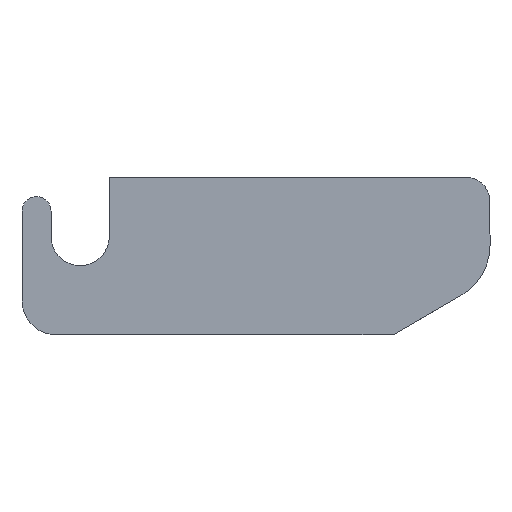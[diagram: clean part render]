
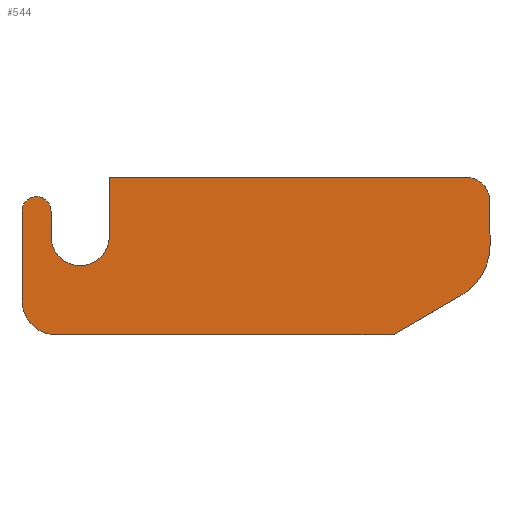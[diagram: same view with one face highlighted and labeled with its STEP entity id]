
A CAD part, top view. The second image highlights one B-rep face of the part: STEP entity #544.
In plain terms, the highlighted planar face has unit normal (0, 0, 1).
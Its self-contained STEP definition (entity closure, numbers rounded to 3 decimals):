
#4 = EDGE_CURVE ( 'NONE', #196, #177, #210, .T. ) ;
#5 = EDGE_CURVE ( 'NONE', #186, #195, #152, .T. ) ;
#6 = EDGE_CURVE ( 'NONE', #195, #179, #153, .T. ) ;
#7 = EDGE_CURVE ( 'NONE', #181, #186, #214, .T. ) ;
#10 = EDGE_CURVE ( 'NONE', #182, #181, #155, .T. ) ;
#12 = EDGE_CURVE ( 'NONE', #184, #182, #261, .T. ) ;
#15 = EDGE_CURVE ( 'NONE', #178, #175, #409, .T. ) ;
#19 = EDGE_CURVE ( 'NONE', #175, #184, #413, .T. ) ;
#21 = EDGE_CURVE ( 'NONE', #179, #193, #271, .T. ) ;
#24 = EDGE_CURVE ( 'NONE', #193, #190, #417, .T. ) ;
#26 = EDGE_CURVE ( 'NONE', #177, #189, #419, .T. ) ;
#39 = CIRCLE ( 'NONE', #43, 6. ) ;
#43 = AXIS2_PLACEMENT_3D ( 'NONE', #507, #508, #509 ) ;
#44 = AXIS2_PLACEMENT_3D ( 'NONE', #517, #518, #519 ) ;
#58 = CARTESIAN_POINT ( 'NONE',  ( -18., 10.5, 3. ) ) ;
#59 = DIRECTION ( 'NONE',  ( 0., 0., 1. ) ) ;
#60 = DIRECTION ( 'NONE',  ( 1., 0., 0. ) ) ;
#61 = CARTESIAN_POINT ( 'NONE',  ( 12., 24.5, 3. ) ) ;
#62 = DIRECTION ( 'NONE',  ( -1., 0., 0. ) ) ;
#63 = CARTESIAN_POINT ( 'NONE',  ( 12., 0., 3. ) ) ;
#64 = DIRECTION ( 'NONE',  ( 0., -1., 0. ) ) ;
#65 = CARTESIAN_POINT ( 'NONE',  ( 159., 14.5, 3. ) ) ;
#66 = DIRECTION ( 'NONE',  ( 0., 0., 1. ) ) ;
#67 = DIRECTION ( 'NONE',  ( -1., 0., 0. ) ) ;
#73 = CARTESIAN_POINT ( 'NONE',  ( 169., 14.5, 3. ) ) ;
#74 = DIRECTION ( 'NONE',  ( 0., 1., 0. ) ) ;
#75 = DIRECTION ( 'NONE',  ( 0., 0., -1. ) ) ;
#76 = DIRECTION ( 'NONE',  ( 1., 0., 0. ) ) ;
#80 = CARTESIAN_POINT ( 'NONE',  ( 129., -40.5, 3. ) ) ;
#81 = DIRECTION ( 'NONE',  ( 1., 0., 0. ) ) ;
#86 = ORIENTED_EDGE ( 'NONE', *, *, #26, .T. ) ;
#96 = ORIENTED_EDGE ( 'NONE', *, *, #403, .T. ) ;
#99 = ORIENTED_EDGE ( 'NONE', *, *, #274, .T. ) ;
#100 = ORIENTED_EDGE ( 'NONE', *, *, #24, .T. ) ;
#101 = ORIENTED_EDGE ( 'NONE', *, *, #6, .T. ) ;
#103 = ORIENTED_EDGE ( 'NONE', *, *, #5, .T. ) ;
#104 = ORIENTED_EDGE ( 'NONE', *, *, #10, .T. ) ;
#105 = ORIENTED_EDGE ( 'NONE', *, *, #21, .T. ) ;
#107 = ORIENTED_EDGE ( 'NONE', *, *, #12, .T. ) ;
#108 = ORIENTED_EDGE ( 'NONE', *, *, #7, .T. ) ;
#109 = ORIENTED_EDGE ( 'NONE', *, *, #19, .T. ) ;
#110 = ORIENTED_EDGE ( 'NONE', *, *, #4, .T. ) ;
#111 = ORIENTED_EDGE ( 'NONE', *, *, #15, .T. ) ;
#152 = LINE ( 'NONE', #61, #205 ) ;
#153 = LINE ( 'NONE', #63, #467 ) ;
#155 = LINE ( 'NONE', #73, #260 ) ;
#156 = DIRECTION ( 'NONE',  ( 0.866, 0.5, 0. ) ) ;
#175 = VERTEX_POINT ( 'NONE', #338 ) ;
#177 = VERTEX_POINT ( 'NONE', #340 ) ;
#178 = VERTEX_POINT ( 'NONE', #341 ) ;
#179 = VERTEX_POINT ( 'NONE', #342 ) ;
#181 = VERTEX_POINT ( 'NONE', #344 ) ;
#182 = VERTEX_POINT ( 'NONE', #345 ) ;
#184 = VERTEX_POINT ( 'NONE', #347 ) ;
#186 = VERTEX_POINT ( 'NONE', #349 ) ;
#189 = VERTEX_POINT ( 'NONE', #352 ) ;
#190 = VERTEX_POINT ( 'NONE', #353 ) ;
#193 = VERTEX_POINT ( 'NONE', #356 ) ;
#195 = VERTEX_POINT ( 'NONE', #358 ) ;
#196 = VERTEX_POINT ( 'NONE', #359 ) ;
#205 = VECTOR ( 'NONE', #62, 1000. ) ;
#210 = CIRCLE ( 'NONE', #212, 6. ) ;
#212 = AXIS2_PLACEMENT_3D ( 'NONE', #58, #59, #60 ) ;
#214 = CIRCLE ( 'NONE', #255, 10. ) ;
#236 = VECTOR ( 'NONE', #328, 1000. ) ;
#238 = VECTOR ( 'NONE', #332, 1000. ) ;
#241 = CIRCLE ( 'NONE', #243, 14. ) ;
#243 = AXIS2_PLACEMENT_3D ( 'NONE', #363, #364, #365 ) ;
#255 = AXIS2_PLACEMENT_3D ( 'NONE', #65, #66, #67 ) ;
#260 = VECTOR ( 'NONE', #74, 1000. ) ;
#261 = CIRCLE ( 'NONE', #263, 24. ) ;
#263 = AXIS2_PLACEMENT_3D ( 'NONE', #402, #398, #399 ) ;
#266 = VECTOR ( 'NONE', #81, 1000. ) ;
#270 = VECTOR ( 'NONE', #156, 1000. ) ;
#271 = CIRCLE ( 'NONE', #273, 12. ) ;
#273 = AXIS2_PLACEMENT_3D ( 'NONE', #404, #75, #76 ) ;
#274 = EDGE_CURVE ( 'NONE', #189, #178, #241, .T. ) ;
#307 = EDGE_LOOP ( 'NONE', ( #96, #110, #86, #99, #111, #109, #107, #104, #108, #103, #101, #105, #100 ) ) ;
#327 = CARTESIAN_POINT ( 'NONE',  ( -12., 16.5, 3. ) ) ;
#328 = DIRECTION ( 'NONE',  ( 0., 1., 0. ) ) ;
#331 = CARTESIAN_POINT ( 'NONE',  ( -24., -26.5, 3. ) ) ;
#332 = DIRECTION ( 'NONE',  ( 0., -1., 0. ) ) ;
#338 = CARTESIAN_POINT ( 'NONE',  ( 129., -40.5, 3. ) ) ;
#340 = CARTESIAN_POINT ( 'NONE',  ( -24., 10.5, 3. ) ) ;
#341 = CARTESIAN_POINT ( 'NONE',  ( -10., -40.5, 3. ) ) ;
#342 = CARTESIAN_POINT ( 'NONE',  ( 12., 0., 3. ) ) ;
#344 = CARTESIAN_POINT ( 'NONE',  ( 169., 14.5, 3. ) ) ;
#345 = CARTESIAN_POINT ( 'NONE',  ( 169., -3.55, 3. ) ) ;
#347 = CARTESIAN_POINT ( 'NONE',  ( 157., -24.334, 3. ) ) ;
#349 = CARTESIAN_POINT ( 'NONE',  ( 159., 24.5, 3. ) ) ;
#352 = CARTESIAN_POINT ( 'NONE',  ( -24., -26.5, 3. ) ) ;
#353 = CARTESIAN_POINT ( 'NONE',  ( -12., 10.5, 3. ) ) ;
#356 = CARTESIAN_POINT ( 'NONE',  ( -12., 0., 3. ) ) ;
#358 = CARTESIAN_POINT ( 'NONE',  ( 12., 24.5, 3. ) ) ;
#359 = CARTESIAN_POINT ( 'NONE',  ( -18., 16.5, 3. ) ) ;
#363 = CARTESIAN_POINT ( 'NONE',  ( -10., -26.5, 3. ) ) ;
#364 = DIRECTION ( 'NONE',  ( 0., 0., 1. ) ) ;
#365 = DIRECTION ( 'NONE',  ( -1., 0., 0. ) ) ;
#397 = CARTESIAN_POINT ( 'NONE',  ( 157., -24.334, 3. ) ) ;
#398 = DIRECTION ( 'NONE',  ( 0., 0., 1. ) ) ;
#399 = DIRECTION ( 'NONE',  ( -1., 0., 0. ) ) ;
#402 = CARTESIAN_POINT ( 'NONE',  ( 145., -3.55, 3. ) ) ;
#403 = EDGE_CURVE ( 'NONE', #190, #196, #39, .T. ) ;
#404 = CARTESIAN_POINT ( 'NONE',  ( 0., 0., 3. ) ) ;
#409 = LINE ( 'NONE', #80, #266 ) ;
#413 = LINE ( 'NONE', #397, #270 ) ;
#417 = LINE ( 'NONE', #327, #236 ) ;
#419 = LINE ( 'NONE', #331, #238 ) ;
#447 = FACE_OUTER_BOUND ( 'NONE', #307, .T. ) ;
#467 = VECTOR ( 'NONE', #64, 1000. ) ;
#507 = CARTESIAN_POINT ( 'NONE',  ( -18., 10.5, 3. ) ) ;
#508 = DIRECTION ( 'NONE',  ( 0., 0., 1. ) ) ;
#509 = DIRECTION ( 'NONE',  ( 1., 0., 0. ) ) ;
#516 = PLANE ( 'NONE',  #44 ) ;
#517 = CARTESIAN_POINT ( 'NONE',  ( 0., 0., 3. ) ) ;
#518 = DIRECTION ( 'NONE',  ( 0., 0., 1. ) ) ;
#519 = DIRECTION ( 'NONE',  ( 1., 0., 0. ) ) ;
#544 = ADVANCED_FACE ( 'NONE', ( #447 ), #516, .T. ) ;
